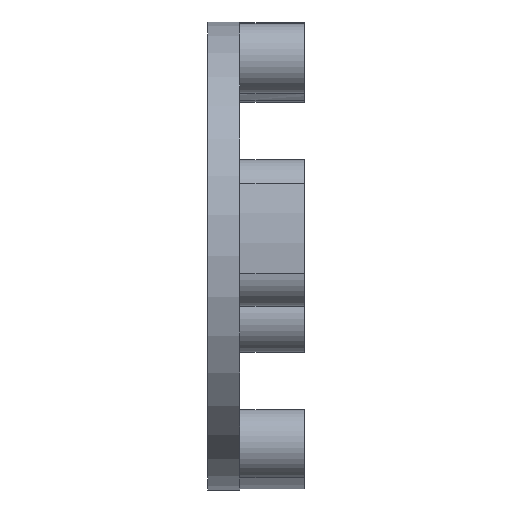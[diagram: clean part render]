
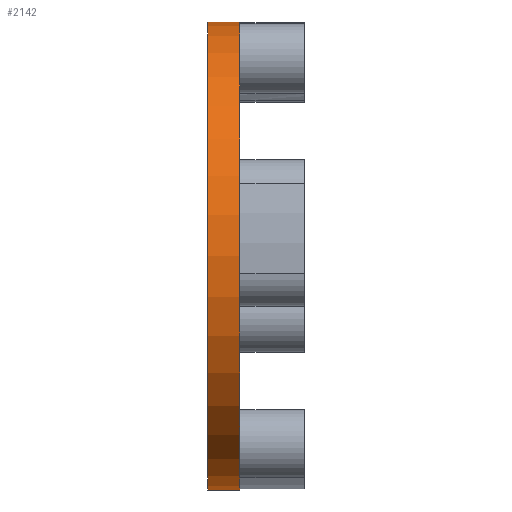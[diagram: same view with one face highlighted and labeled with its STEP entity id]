
A CAD part, left-side view. The second image highlights one B-rep face of the part: STEP entity #2142.
In plain terms, the highlighted cylindrical face has radius 25.5 mm (diameter 51 mm), a partial arc.
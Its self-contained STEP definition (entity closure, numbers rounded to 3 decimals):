
#40 = CARTESIAN_POINT ( 'NONE',  ( 0., 3.5, 0. ) ) ;
#68 = DIRECTION ( 'NONE',  ( 0., 0., 1. ) ) ;
#128 = CARTESIAN_POINT ( 'NONE',  ( 0., 0., 0. ) ) ;
#181 = ORIENTED_EDGE ( 'NONE', *, *, #296, .F. ) ;
#296 = EDGE_CURVE ( 'NONE', #2194, #1243, #1875, .T. ) ;
#316 = CYLINDRICAL_SURFACE ( 'NONE', #1928, 25.5 ) ;
#440 = CARTESIAN_POINT ( 'NONE',  ( 0., 3.5, 25.5 ) ) ;
#518 = CIRCLE ( 'NONE', #1076, 25.5 ) ;
#619 = FACE_OUTER_BOUND ( 'NONE', #2613, .T. ) ;
#773 = CARTESIAN_POINT ( 'NONE',  ( 0., 3.5, -25.5 ) ) ;
#826 = VERTEX_POINT ( 'NONE', #1269 ) ;
#931 = EDGE_CURVE ( 'NONE', #1998, #2194, #518, .T. ) ;
#1050 = DIRECTION ( 'NONE',  ( 0., -1., 0. ) ) ;
#1068 = DIRECTION ( 'NONE',  ( 0., -1., 0. ) ) ;
#1076 = AXIS2_PLACEMENT_3D ( 'NONE', #3532, #3243, #2686 ) ;
#1136 = DIRECTION ( 'NONE',  ( 0., 0., -1. ) ) ;
#1239 = EDGE_CURVE ( 'NONE', #826, #1243, #2723, .T. ) ;
#1243 = VERTEX_POINT ( 'NONE', #2016 ) ;
#1269 = CARTESIAN_POINT ( 'NONE',  ( 0., 0., -25.5 ) ) ;
#1522 = VECTOR ( 'NONE', #1068, 1000. ) ;
#1537 = AXIS2_PLACEMENT_3D ( 'NONE', #128, #1768, #68 ) ;
#1721 = DIRECTION ( 'NONE',  ( 0., -1., 0. ) ) ;
#1768 = DIRECTION ( 'NONE',  ( 0., 1., 0. ) ) ;
#1875 = LINE ( 'NONE', #3500, #1522 ) ;
#1928 = AXIS2_PLACEMENT_3D ( 'NONE', #40, #1721, #1136 ) ;
#1991 = ORIENTED_EDGE ( 'NONE', *, *, #931, .F. ) ;
#1998 = VERTEX_POINT ( 'NONE', #773 ) ;
#2016 = CARTESIAN_POINT ( 'NONE',  ( 0., 0., 25.5 ) ) ;
#2142 = ADVANCED_FACE ( 'NONE', ( #619 ), #316, .T. ) ;
#2194 = VERTEX_POINT ( 'NONE', #440 ) ;
#2236 = LINE ( 'NONE', #2522, #3492 ) ;
#2522 = CARTESIAN_POINT ( 'NONE',  ( 0., 3.5, -25.5 ) ) ;
#2613 = EDGE_LOOP ( 'NONE', ( #181, #1991, #2800, #3148 ) ) ;
#2686 = DIRECTION ( 'NONE',  ( 0., 0., 1. ) ) ;
#2723 = CIRCLE ( 'NONE', #1537, 25.5 ) ;
#2743 = EDGE_CURVE ( 'NONE', #1998, #826, #2236, .T. ) ;
#2800 = ORIENTED_EDGE ( 'NONE', *, *, #2743, .T. ) ;
#3148 = ORIENTED_EDGE ( 'NONE', *, *, #1239, .T. ) ;
#3243 = DIRECTION ( 'NONE',  ( 0., 1., 0. ) ) ;
#3492 = VECTOR ( 'NONE', #1050, 1000. ) ;
#3500 = CARTESIAN_POINT ( 'NONE',  ( 0., 3.5, 25.5 ) ) ;
#3532 = CARTESIAN_POINT ( 'NONE',  ( 0., 3.5, 0. ) ) ;
